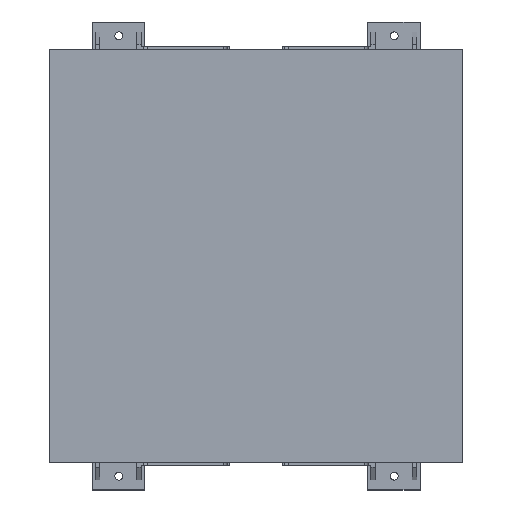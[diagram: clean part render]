
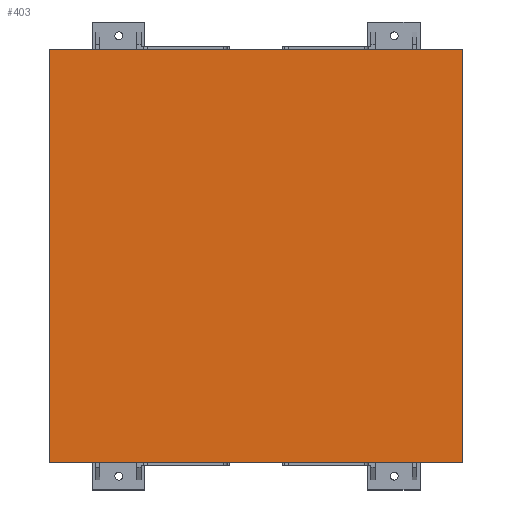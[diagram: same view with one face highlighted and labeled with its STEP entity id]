
A CAD part, top view. The second image highlights one B-rep face of the part: STEP entity #403.
In plain terms, the highlighted planar face has unit normal (0, 0, 1).
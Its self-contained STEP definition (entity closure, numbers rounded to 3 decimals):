
#403=ADVANCED_FACE('',(#809),#581,.T.);
#581=PLANE('',#5412);
#809=FACE_OUTER_BOUND('',#1081,.T.);
#1081=EDGE_LOOP('',(#2647,#2648,#2649,#2650));
#2647=ORIENTED_EDGE('',*,*,#3847,.F.);
#2648=ORIENTED_EDGE('',*,*,#3848,.F.);
#2649=ORIENTED_EDGE('',*,*,#3849,.F.);
#2650=ORIENTED_EDGE('',*,*,#3850,.F.);
#3127=VERTEX_POINT('',#8182);
#3128=VERTEX_POINT('',#8183);
#3129=VERTEX_POINT('',#8185);
#3130=VERTEX_POINT('',#8187);
#3847=EDGE_CURVE('',#3127,#3128,#4435,.T.);
#3848=EDGE_CURVE('',#3129,#3127,#4436,.T.);
#3849=EDGE_CURVE('',#3130,#3129,#4437,.T.);
#3850=EDGE_CURVE('',#3128,#3130,#4438,.T.);
#4435=LINE('',#8181,#5023);
#4436=LINE('',#8184,#5024);
#4437=LINE('',#8186,#5025);
#4438=LINE('',#8188,#5026);
#5023=VECTOR('',#6748,1.);
#5024=VECTOR('',#6749,1.);
#5025=VECTOR('',#6750,1.);
#5026=VECTOR('',#6751,1.);
#5412=AXIS2_PLACEMENT_3D('',#8189,#6752,#6753);
#6748=DIRECTION('',(-1.,0.,0.));
#6749=DIRECTION('',(0.,-1.,0.));
#6750=DIRECTION('',(1.,0.,0.));
#6751=DIRECTION('',(0.,1.,0.));
#6752=DIRECTION('',(0.,0.,1.));
#6753=DIRECTION('',(1.,0.,0.));
#8181=CARTESIAN_POINT('',(-600.,0.,0.));
#8182=CARTESIAN_POINT('',(0.,0.,0.));
#8183=CARTESIAN_POINT('',(-1200.,0.,0.));
#8184=CARTESIAN_POINT('',(0.,600.,0.));
#8185=CARTESIAN_POINT('',(0.,1200.,0.));
#8186=CARTESIAN_POINT('',(-600.,1200.,0.));
#8187=CARTESIAN_POINT('',(-1200.,1200.,0.));
#8188=CARTESIAN_POINT('',(-1200.,600.,0.));
#8189=CARTESIAN_POINT('',(-600.,600.,0.));
